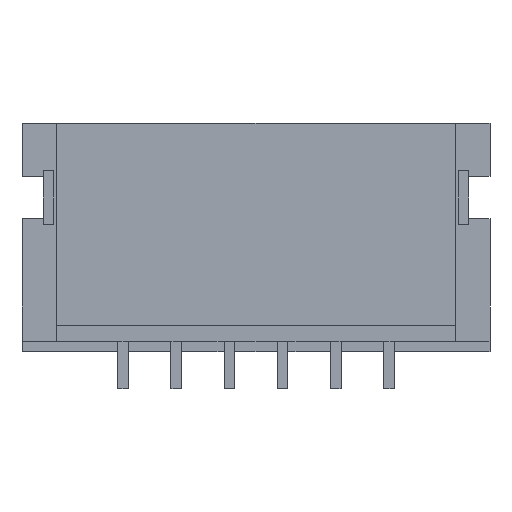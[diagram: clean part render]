
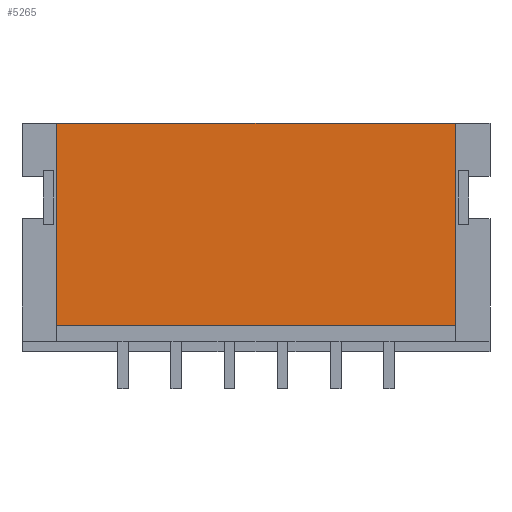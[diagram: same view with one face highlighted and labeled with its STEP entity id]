
A CAD part, front view. The second image highlights one B-rep face of the part: STEP entity #5265.
In plain terms, the highlighted planar face has unit normal (0, -1, 0).
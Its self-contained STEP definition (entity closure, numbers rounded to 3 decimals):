
#247 = CARTESIAN_POINT ( 'NONE',  ( 3.75, 0., 0. ) ) ;
#248 = DIRECTION ( 'NONE',  ( 0., 0., 1. ) ) ;
#249 = VECTOR ( 'NONE', #248, 1000. ) ;
#250 = CARTESIAN_POINT ( 'NONE',  ( 3.75, 0., -4.3 ) ) ;
#251 = LINE ( 'NONE', #250, #249 ) ;
#252 = CARTESIAN_POINT ( 'NONE',  ( 3.75, 0., -3.8 ) ) ;
#527 = DIRECTION ( 'NONE',  ( -1., 0., 0. ) ) ;
#528 = VECTOR ( 'NONE', #527, 1000. ) ;
#529 = CARTESIAN_POINT ( 'NONE',  ( 4.4, 0., -3.8 ) ) ;
#530 = LINE ( 'NONE', #529, #528 ) ;
#3520 = CARTESIAN_POINT ( 'NONE',  ( -3.75, 0., 0. ) ) ;
#3521 = CARTESIAN_POINT ( 'NONE',  ( -3.75, 0., -3.8 ) ) ;
#3522 = DIRECTION ( 'NONE',  ( 0., 0., 1. ) ) ;
#3523 = VECTOR ( 'NONE', #3522, 1000. ) ;
#3524 = CARTESIAN_POINT ( 'NONE',  ( -3.75, 0., -4.3 ) ) ;
#3525 = LINE ( 'NONE', #3524, #3523 ) ;
#3526 = DIRECTION ( 'NONE',  ( 0., 0., 1. ) ) ;
#3560 = DIRECTION ( 'NONE',  ( 0., 1., 0. ) ) ;
#3561 = CARTESIAN_POINT ( 'NONE',  ( 4.4, 0., -3.8 ) ) ;
#3562 = AXIS2_PLACEMENT_3D ( 'NONE', #3561, #3560, #3526 ) ;
#3563 = PLANE ( 'NONE',  #3562 ) ;
#3602 = FACE_OUTER_BOUND ( 'NONE', #5266, .T. ) ;
#5200 = ORIENTED_EDGE ( 'NONE', *, *, #5203, .T. ) ;
#5203 = EDGE_CURVE ( 'NONE', #5405, #5270, #6983, .T. ) ;
#5265 = ADVANCED_FACE ( 'NONE', ( #3602 ), #3563, .F. ) ;
#5266 = EDGE_LOOP ( 'NONE', ( #5267, #5271, #5403, #5200 ) ) ;
#5267 = ORIENTED_EDGE ( 'NONE', *, *, #5268, .F. ) ;
#5268 = EDGE_CURVE ( 'NONE', #5269, #5270, #3525, .T. ) ;
#5269 = VERTEX_POINT ( 'NONE', #3521 ) ;
#5270 = VERTEX_POINT ( 'NONE', #3520 ) ;
#5271 = ORIENTED_EDGE ( 'NONE', *, *, #5535, .F. ) ;
#5402 = VERTEX_POINT ( 'NONE', #252 ) ;
#5403 = ORIENTED_EDGE ( 'NONE', *, *, #5404, .T. ) ;
#5404 = EDGE_CURVE ( 'NONE', #5402, #5405, #251, .T. ) ;
#5405 = VERTEX_POINT ( 'NONE', #247 ) ;
#5535 = EDGE_CURVE ( 'NONE', #5402, #5269, #530, .T. ) ;
#6980 = DIRECTION ( 'NONE',  ( -1., 0., 0. ) ) ;
#6981 = VECTOR ( 'NONE', #6980, 1000. ) ;
#6982 = CARTESIAN_POINT ( 'NONE',  ( 4.4, 0., 0. ) ) ;
#6983 = LINE ( 'NONE', #6982, #6981 ) ;
